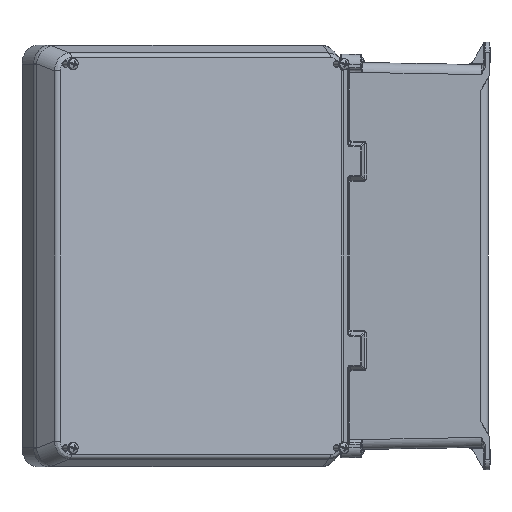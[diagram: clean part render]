
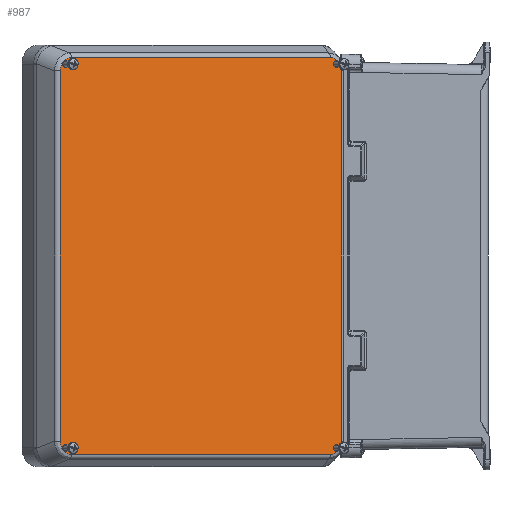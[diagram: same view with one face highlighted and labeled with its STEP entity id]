
A CAD part, left-side view. The second image highlights one B-rep face of the part: STEP entity #987.
In plain terms, the highlighted face is planar.
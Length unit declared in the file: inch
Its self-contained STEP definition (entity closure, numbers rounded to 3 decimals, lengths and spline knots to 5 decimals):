
#297 = EDGE_LOOP ( 'NONE', ( #27699, #19707, #11899, #36799, #24915, #32004, #17443, #25860 ) ) ;
#987 = ADVANCED_FACE ( 'NONE', ( #25158, #2511, #33605, #4278, #10925 ), #21110, .F. ) ;
#1047 = CARTESIAN_POINT ( 'NONE',  ( -4.83972, 1.62205, -12.91656 ) ) ;
#1289 = CARTESIAN_POINT ( 'NONE',  ( 5.65748, 1.62205, 0. ) ) ;
#1665 = EDGE_CURVE ( 'NONE', #28495, #13229, #13042, .T. ) ;
#2511 = FACE_BOUND ( 'NONE', #28717, .T. ) ;
#2575 = CARTESIAN_POINT ( 'NONE',  ( 5.08999, 1.62205, -0.3984 ) ) ;
#2690 = CARTESIAN_POINT ( 'NONE',  ( -5.25908, 1.62205, -0.56749 ) ) ;
#3172 = DIRECTION ( 'NONE',  ( 0., 0., -1. ) ) ;
#3835 = CARTESIAN_POINT ( 'NONE',  ( -5.08999, 1.62205, -12.91656 ) ) ;
#4141 = DIRECTION ( 'NONE',  ( 0., -1., 0. ) ) ;
#4278 = FACE_BOUND ( 'NONE', #35469, .T. ) ;
#4969 = VERTEX_POINT ( 'NONE', #35520 ) ;
#5176 = DIRECTION ( 'NONE',  ( 0., 1., 0. ) ) ;
#5418 = CARTESIAN_POINT ( 'NONE',  ( 4.83972, 1.62205, -0.3984 ) ) ;
#5936 = VERTEX_POINT ( 'NONE', #9245 ) ;
#6177 = CARTESIAN_POINT ( 'NONE',  ( 4.83972, 1.62205, -0.3984 ) ) ;
#6891 = CARTESIAN_POINT ( 'NONE',  ( -5.05906, 1.62205, -12.71654 ) ) ;
#7194 = CARTESIAN_POINT ( 'NONE',  ( -5.05906, 1.62205, -0.70276 ) ) ;
#7601 = CARTESIAN_POINT ( 'NONE',  ( 4.83972, 1.62205, -12.91656 ) ) ;
#7746 = DIRECTION ( 'NONE',  ( 1., 0., 0. ) ) ;
#7961 = DIRECTION ( 'NONE',  ( 0., 1., 0. ) ) ;
#8215 = CARTESIAN_POINT ( 'NONE',  ( 5.25908, 1.62205, -0.81776 ) ) ;
#9230 = CARTESIAN_POINT ( 'NONE',  ( -5.25908, 1.62205, -0.81776 ) ) ;
#9245 = CARTESIAN_POINT ( 'NONE',  ( -5.25908, 1.62205, -12.4972 ) ) ;
#9505 = CARTESIAN_POINT ( 'NONE',  ( -5.25908, 1.62205, -12.4972 ) ) ;
#9758 = DIRECTION ( 'NONE',  ( 0., 0., 1. ) ) ;
#10925 = FACE_BOUND ( 'NONE', #24472, .T. ) ;
#11290 = CARTESIAN_POINT ( 'NONE',  ( 4.83972, 1.62205, -12.91656 ) ) ;
#11322 = VERTEX_POINT ( 'NONE', #32575 ) ;
#11420 =( BOUNDED_CURVE ( )  B_SPLINE_CURVE ( 3, ( #11290, #18853, #34020, #16985 ),
 .UNSPECIFIED., .F., .F. ) 
 B_SPLINE_CURVE_WITH_KNOTS ( ( 4, 4 ),
 ( 2.40401, 3.87917 ),
 .UNSPECIFIED. ) 
 CURVE ( )  GEOMETRIC_REPRESENTATION_ITEM ( )  RATIONAL_B_SPLINE_CURVE ( ( 1., 0.827, 0.827, 1. ) ) 
 REPRESENTATION_ITEM ( '' )  );
#11899 = ORIENTED_EDGE ( 'NONE', *, *, #21256, .F. ) ;
#12965 = VECTOR ( 'NONE', #7746, 39.37008 ) ;
#13042 =( BOUNDED_CURVE ( )  B_SPLINE_CURVE ( 3, ( #5418, #2575, #19537, #8215 ),
 .UNSPECIFIED., .F., .F. ) 
 B_SPLINE_CURVE_WITH_KNOTS ( ( 4, 4 ),
 ( 2.40401, 3.87917 ),
 .UNSPECIFIED. ) 
 CURVE ( )  GEOMETRIC_REPRESENTATION_ITEM ( )  RATIONAL_B_SPLINE_CURVE ( ( 1., 0.827, 0.827, 1. ) ) 
 REPRESENTATION_ITEM ( '' )  );
#13090 = CARTESIAN_POINT ( 'NONE',  ( -4.83972, 1.62205, -0.3984 ) ) ;
#13229 = VERTEX_POINT ( 'NONE', #26108 ) ;
#13298 =( BOUNDED_CURVE ( )  B_SPLINE_CURVE ( 3, ( #14053, #28217, #2690, #33939 ),
 .UNSPECIFIED., .F., .F. ) 
 B_SPLINE_CURVE_WITH_KNOTS ( ( 4, 4 ),
 ( 2.40401, 3.87917 ),
 .UNSPECIFIED. ) 
 CURVE ( )  GEOMETRIC_REPRESENTATION_ITEM ( )  RATIONAL_B_SPLINE_CURVE ( ( 1., 0.827, 0.827, 1. ) ) 
 REPRESENTATION_ITEM ( '' )  );
#14053 = CARTESIAN_POINT ( 'NONE',  ( -4.83972, 1.62205, -0.3984 ) ) ;
#14499 = ORIENTED_EDGE ( 'NONE', *, *, #26810, .F. ) ;
#14708 = DIRECTION ( 'NONE',  ( 0., -1., 0. ) ) ;
#14957 = LINE ( 'NONE', #23021, #29175 ) ;
#16441 = VECTOR ( 'NONE', #17827, 39.37008 ) ;
#16561 = CARTESIAN_POINT ( 'NONE',  ( -5.25908, 1.62205, -6.65748 ) ) ;
#16985 = CARTESIAN_POINT ( 'NONE',  ( 5.25908, 1.62205, -12.4972 ) ) ;
#17443 = ORIENTED_EDGE ( 'NONE', *, *, #30721, .T. ) ;
#17827 = DIRECTION ( 'NONE',  ( 1., 0., 0. ) ) ;
#17946 = CARTESIAN_POINT ( 'NONE',  ( -4.83972, 1.62205, -12.91656 ) ) ;
#18088 = AXIS2_PLACEMENT_3D ( 'NONE', #22172, #5176, #25039 ) ;
#18321 = ORIENTED_EDGE ( 'NONE', *, *, #35734, .T. ) ;
#18482 = VERTEX_POINT ( 'NONE', #7601 ) ;
#18853 = CARTESIAN_POINT ( 'NONE',  ( 5.08999, 1.62205, -12.91656 ) ) ;
#19432 = EDGE_CURVE ( 'NONE', #36564, #5936, #36533, .T. ) ;
#19537 = CARTESIAN_POINT ( 'NONE',  ( 5.25908, 1.62205, -0.56749 ) ) ;
#19707 = ORIENTED_EDGE ( 'NONE', *, *, #35258, .F. ) ;
#20176 = AXIS2_PLACEMENT_3D ( 'NONE', #31745, #14708, #34612 ) ;
#21110 = PLANE ( 'NONE',  #29082 ) ;
#21163 = ORIENTED_EDGE ( 'NONE', *, *, #27240, .F. ) ;
#21256 = EDGE_CURVE ( 'NONE', #36564, #18482, #35631, .T. ) ;
#22172 = CARTESIAN_POINT ( 'NONE',  ( -5.05906, 1.62205, -0.59843 ) ) ;
#22302 = DIRECTION ( 'NONE',  ( 0., 0., -1. ) ) ;
#22763 = CIRCLE ( 'NONE', #24516, 0.10433 ) ;
#23021 = CARTESIAN_POINT ( 'NONE',  ( 5.25908, 1.62205, -6.65748 ) ) ;
#24009 = DIRECTION ( 'NONE',  ( 0., 0., -1. ) ) ;
#24016 = LINE ( 'NONE', #26305, #16441 ) ;
#24293 = ORIENTED_EDGE ( 'NONE', *, *, #36170, .T. ) ;
#24472 = EDGE_LOOP ( 'NONE', ( #18321 ) ) ;
#24516 = AXIS2_PLACEMENT_3D ( 'NONE', #6891, #26793, #9758 ) ;
#24915 = ORIENTED_EDGE ( 'NONE', *, *, #29652, .F. ) ;
#25015 = CARTESIAN_POINT ( 'NONE',  ( 5.05906, 1.62205, -0.59843 ) ) ;
#25039 = DIRECTION ( 'NONE',  ( 0., 0., -1. ) ) ;
#25158 = FACE_BOUND ( 'NONE', #34251, .T. ) ;
#25860 = ORIENTED_EDGE ( 'NONE', *, *, #1665, .T. ) ;
#26108 = CARTESIAN_POINT ( 'NONE',  ( 5.25908, 1.62205, -0.81776 ) ) ;
#26305 = CARTESIAN_POINT ( 'NONE',  ( 4.80436, 1.62205, -0.3984 ) ) ;
#26558 = CARTESIAN_POINT ( 'NONE',  ( -5.25908, 1.62205, -12.74747 ) ) ;
#26667 = VERTEX_POINT ( 'NONE', #27803 ) ;
#26793 = DIRECTION ( 'NONE',  ( 0., -1., 0. ) ) ;
#26810 = EDGE_CURVE ( 'NONE', #4969, #4969, #34834, .T. ) ;
#27215 = LINE ( 'NONE', #16561, #33025 ) ;
#27240 = EDGE_CURVE ( 'NONE', #33386, #33386, #34335, .T. ) ;
#27312 = EDGE_CURVE ( 'NONE', #30897, #29802, #13298, .T. ) ;
#27699 = ORIENTED_EDGE ( 'NONE', *, *, #33815, .T. ) ;
#27803 = CARTESIAN_POINT ( 'NONE',  ( 5.05906, 1.62205, -12.82087 ) ) ;
#27838 = DIRECTION ( 'NONE',  ( 0., 0., 1. ) ) ;
#28217 = CARTESIAN_POINT ( 'NONE',  ( -5.08999, 1.62205, -0.3984 ) ) ;
#28495 = VERTEX_POINT ( 'NONE', #6177 ) ;
#28717 = EDGE_LOOP ( 'NONE', ( #14499 ) ) ;
#29082 = AXIS2_PLACEMENT_3D ( 'NONE', #1289, #4141, #24009 ) ;
#29175 = VECTOR ( 'NONE', #3172, 39.37008 ) ;
#29652 = EDGE_CURVE ( 'NONE', #29802, #5936, #27215, .T. ) ;
#29802 = VERTEX_POINT ( 'NONE', #9230 ) ;
#30508 = CARTESIAN_POINT ( 'NONE',  ( 4.80436, 1.62205, -12.91656 ) ) ;
#30721 = EDGE_CURVE ( 'NONE', #30897, #28495, #24016, .T. ) ;
#30897 = VERTEX_POINT ( 'NONE', #13090 ) ;
#31745 = CARTESIAN_POINT ( 'NONE',  ( 5.05906, 1.62205, -12.71654 ) ) ;
#32004 = ORIENTED_EDGE ( 'NONE', *, *, #27312, .F. ) ;
#32575 = CARTESIAN_POINT ( 'NONE',  ( 5.25908, 1.62205, -12.4972 ) ) ;
#33025 = VECTOR ( 'NONE', #22302, 39.37008 ) ;
#33346 = VERTEX_POINT ( 'NONE', #33539 ) ;
#33386 = VERTEX_POINT ( 'NONE', #7194 ) ;
#33539 = CARTESIAN_POINT ( 'NONE',  ( -5.05906, 1.62205, -12.6122 ) ) ;
#33564 = AXIS2_PLACEMENT_3D ( 'NONE', #25015, #7961, #27838 ) ;
#33605 = FACE_OUTER_BOUND ( 'NONE', #297, .T. ) ;
#33815 = EDGE_CURVE ( 'NONE', #13229, #11322, #14957, .T. ) ;
#33939 = CARTESIAN_POINT ( 'NONE',  ( -5.25908, 1.62205, -0.81776 ) ) ;
#34020 = CARTESIAN_POINT ( 'NONE',  ( 5.25908, 1.62205, -12.74747 ) ) ;
#34251 = EDGE_LOOP ( 'NONE', ( #21163 ) ) ;
#34335 = CIRCLE ( 'NONE', #18088, 0.10433 ) ;
#34612 = DIRECTION ( 'NONE',  ( 0., 0., -1. ) ) ;
#34834 = CIRCLE ( 'NONE', #33564, 0.10433 ) ;
#35258 = EDGE_CURVE ( 'NONE', #18482, #11322, #11420, .T. ) ;
#35469 = EDGE_LOOP ( 'NONE', ( #24293 ) ) ;
#35520 = CARTESIAN_POINT ( 'NONE',  ( 5.05906, 1.62205, -0.49409 ) ) ;
#35631 = LINE ( 'NONE', #30508, #12965 ) ;
#35734 = EDGE_CURVE ( 'NONE', #26667, #26667, #36116, .T. ) ;
#36116 = CIRCLE ( 'NONE', #20176, 0.10433 ) ;
#36170 = EDGE_CURVE ( 'NONE', #33346, #33346, #22763, .T. ) ;
#36533 =( BOUNDED_CURVE ( )  B_SPLINE_CURVE ( 3, ( #17946, #3835, #26558, #9505 ),
 .UNSPECIFIED., .F., .F. ) 
 B_SPLINE_CURVE_WITH_KNOTS ( ( 4, 4 ),
 ( 2.40401, 3.87917 ),
 .UNSPECIFIED. ) 
 CURVE ( )  GEOMETRIC_REPRESENTATION_ITEM ( )  RATIONAL_B_SPLINE_CURVE ( ( 1., 0.827, 0.827, 1. ) ) 
 REPRESENTATION_ITEM ( '' )  );
#36564 = VERTEX_POINT ( 'NONE', #1047 ) ;
#36799 = ORIENTED_EDGE ( 'NONE', *, *, #19432, .T. ) ;
